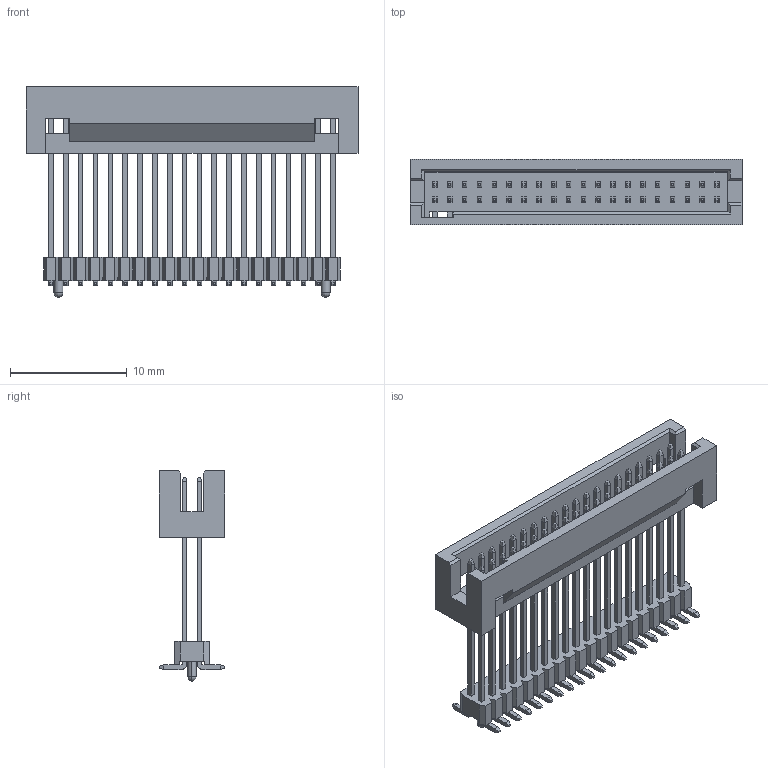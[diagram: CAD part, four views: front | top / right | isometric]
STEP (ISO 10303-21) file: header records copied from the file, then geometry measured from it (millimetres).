
FILE_DESCRIPTION (( 'STEP AP214' ), '1' );
FILE_NAME ('FBH12718-D40S1004K6M06A-REF.STEP', '2024-12-06T09:58:50', ( '' ), ( '' ), 'SwSTEP 2.0', 'SolidWorks 2021', '' );
FILE_SCHEMA (( 'AUTOMOTIVE_DESIGN' ));
Length unit declared in the file: millimetre
Products named in the file (1): FBH12718-D40S1004K6M06A-REF
Bounding box: 28.4 x 5.6 x 18 mm (x, y, z)
Volume: 641.6 mm3; surface area: 2236.5 mm2
Topology: 1 solids, 1 shells, 1617 faces, 4369 edges, 2586 vertices
Faces by surface type: plane 1529, cylinder 84, sphere 4
Entity records: 49165 total; most frequent: ORIENTED_EDGE 8722, CARTESIAN_POINT 8561, DIRECTION 7769, EDGE_CURVE 4361, LINE 4189, VECTOR 4189, VERTEX_POINT 2582, AXIS2_PLACEMENT_3D 1790
